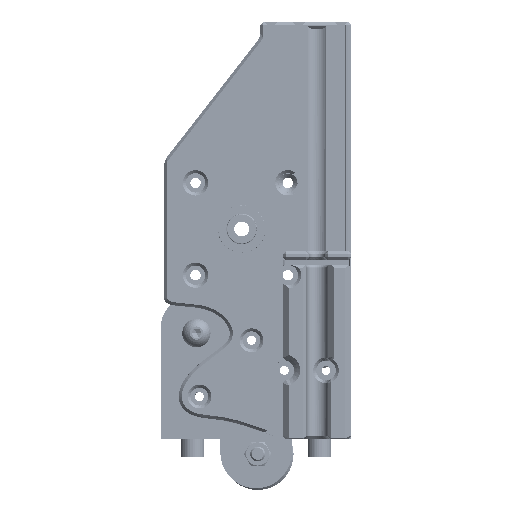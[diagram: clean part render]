
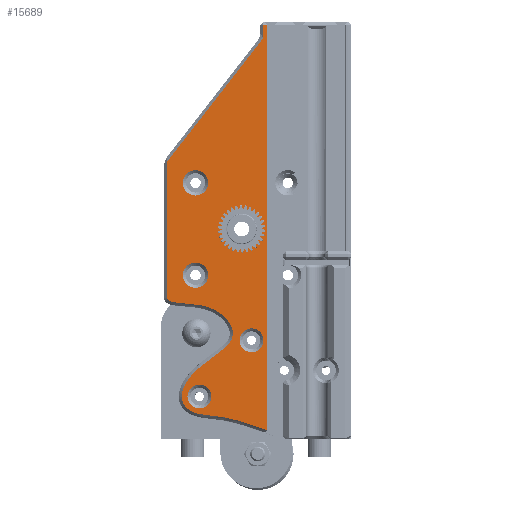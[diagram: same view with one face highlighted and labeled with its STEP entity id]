
A CAD part, top view. The second image highlights one B-rep face of the part: STEP entity #15689.
In plain terms, the highlighted planar face has unit normal (0, 0, 1).
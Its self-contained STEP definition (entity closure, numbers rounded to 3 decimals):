
#299=B_SPLINE_CURVE_WITH_KNOTS('',3,(#28086,#28087,#28088,#28089,#28090,
#28091,#28092,#28093,#28094,#28095,#28096,#28097,#28098,#28099,#28100,#28101,
#28102,#28103,#28104,#28105,#28106,#28107,#28108,#28109,#28110,#28111,#28112,
#28113,#28114,#28115,#28116,#28117,#28118,#28119,#28120,#28121,#28122,#28123,
#28124,#28125,#28126,#28127,#28128,#28129,#28130,#28131,#28132,#28133,#28134,
#28135,#28136,#28137,#28138,#28139),.UNSPECIFIED.,.F.,.F.,(4,1,1,1,1,1,
1,1,1,1,1,1,1,1,1,1,1,1,2,1,1,1,1,1,1,1,1,1,1,1,1,1,1,1,1,1,1,1,1,1,1,1,
1,1,2,2,2,4),(0.189,0.258,0.283,0.332,
0.356,0.38,0.478,0.502,
0.527,0.576,0.673,0.713,
0.771,0.795,0.844,0.868,
0.911,0.96,0.966,1.104,1.172,
1.241,1.379,1.516,1.608,1.7,
1.791,1.883,1.929,1.952,1.975,
2.067,2.112,2.181,2.25,2.342,
2.388,2.433,2.525,2.571,2.617,
2.686,2.892,3.03,3.167,3.236,
3.297,3.347),.UNSPECIFIED.);
#938=FACE_BOUND('',#3038,.T.);
#939=FACE_BOUND('',#3039,.T.);
#940=FACE_BOUND('',#3040,.T.);
#941=FACE_BOUND('',#3041,.T.);
#942=FACE_BOUND('',#3042,.T.);
#1147=PLANE('',#17166);
#2035=FACE_OUTER_BOUND('',#3037,.T.);
#3037=EDGE_LOOP('',(#12333,#12334,#12335,#12336,#12337,#12338));
#3038=EDGE_LOOP('',(#12339));
#3039=EDGE_LOOP('',(#12340));
#3040=EDGE_LOOP('',(#12341));
#3041=EDGE_LOOP('',(#12342));
#3042=EDGE_LOOP('',(#12343));
#4010=LINE('',#28145,#5041);
#4070=LINE('',#28333,#5101);
#4071=LINE('',#28335,#5102);
#4072=LINE('',#28337,#5103);
#4073=LINE('',#28338,#5104);
#5041=VECTOR('',#20096,10.);
#5101=VECTOR('',#20232,10.);
#5102=VECTOR('',#20233,10.);
#5103=VECTOR('',#20234,10.);
#5104=VECTOR('',#20235,10.);
#6031=CIRCLE('',#17163,4.);
#6034=CIRCLE('',#17167,4.);
#6035=CIRCLE('',#17168,4.25);
#6036=CIRCLE('',#17169,2.75);
#6037=CIRCLE('',#17170,4.25);
#7166=VERTEX_POINT('',#27999);
#7170=VERTEX_POINT('',#28081);
#7172=VERTEX_POINT('',#28143);
#7239=VERTEX_POINT('',#28324);
#7242=VERTEX_POINT('',#28332);
#7243=VERTEX_POINT('',#28334);
#7244=VERTEX_POINT('',#28336);
#7245=VERTEX_POINT('',#28339);
#7246=VERTEX_POINT('',#28341);
#7247=VERTEX_POINT('',#28343);
#7248=VERTEX_POINT('',#28345);
#9005=EDGE_CURVE('',#7170,#7166,#299,.T.);
#9008=EDGE_CURVE('',#7170,#7172,#4010,.T.);
#9089=EDGE_CURVE('',#7239,#7239,#6031,.T.);
#9093=EDGE_CURVE('',#7242,#7172,#4070,.T.);
#9094=EDGE_CURVE('',#7243,#7242,#4071,.T.);
#9095=EDGE_CURVE('',#7244,#7243,#4072,.T.);
#9096=EDGE_CURVE('',#7166,#7244,#4073,.T.);
#9097=EDGE_CURVE('',#7245,#7245,#6034,.T.);
#9098=EDGE_CURVE('',#7246,#7246,#6035,.T.);
#9099=EDGE_CURVE('',#7247,#7247,#6036,.T.);
#9100=EDGE_CURVE('',#7248,#7248,#6037,.T.);
#12333=ORIENTED_EDGE('',*,*,#9005,.F.);
#12334=ORIENTED_EDGE('',*,*,#9008,.T.);
#12335=ORIENTED_EDGE('',*,*,#9093,.F.);
#12336=ORIENTED_EDGE('',*,*,#9094,.F.);
#12337=ORIENTED_EDGE('',*,*,#9095,.F.);
#12338=ORIENTED_EDGE('',*,*,#9096,.F.);
#12339=ORIENTED_EDGE('',*,*,#9097,.F.);
#12340=ORIENTED_EDGE('',*,*,#9098,.F.);
#12341=ORIENTED_EDGE('',*,*,#9099,.T.);
#12342=ORIENTED_EDGE('',*,*,#9100,.F.);
#12343=ORIENTED_EDGE('',*,*,#9089,.F.);
#15689=ADVANCED_FACE('',(#2035,#938,#939,#940,#941,#942),#1147,.F.);
#17163=AXIS2_PLACEMENT_3D('',#28325,#20223,#20224);
#17166=AXIS2_PLACEMENT_3D('',#28331,#20230,#20231);
#17167=AXIS2_PLACEMENT_3D('',#28340,#20236,#20237);
#17168=AXIS2_PLACEMENT_3D('',#28342,#20238,#20239);
#17169=AXIS2_PLACEMENT_3D('',#28344,#20240,#20241);
#17170=AXIS2_PLACEMENT_3D('',#28346,#20242,#20243);
#20096=DIRECTION('',(0.,1.,0.));
#20223=DIRECTION('center_axis',(0.,0.,1.));
#20224=DIRECTION('ref_axis',(-1.,0.,0.));
#20230=DIRECTION('center_axis',(0.,0.,-1.));
#20231=DIRECTION('ref_axis',(1.,0.,0.));
#20232=DIRECTION('',(1.,0.,0.));
#20233=DIRECTION('',(0.,1.,0.));
#20234=DIRECTION('',(0.614,0.789,0.));
#20235=DIRECTION('',(0.,1.,0.));
#20236=DIRECTION('center_axis',(0.,0.,1.));
#20237=DIRECTION('ref_axis',(-1.,0.,0.));
#20238=DIRECTION('center_axis',(0.,0.,1.));
#20239=DIRECTION('ref_axis',(-1.,0.,0.));
#20240=DIRECTION('center_axis',(0.,0.,-1.));
#20241=DIRECTION('ref_axis',(1.,0.,0.));
#20242=DIRECTION('center_axis',(0.,0.,1.));
#20243=DIRECTION('ref_axis',(-1.,0.,0.));
#27999=CARTESIAN_POINT('',(-29.8,31.993,16.));
#28081=CARTESIAN_POINT('',(3.535,-12.5,16.));
#28086=CARTESIAN_POINT('Ctrl Pts',(3.535,-12.5,16.));
#28087=CARTESIAN_POINT('Ctrl Pts',(2.483,-12.11,16.));
#28088=CARTESIAN_POINT('Ctrl Pts',(0.952,-11.55,
16.));
#28089=CARTESIAN_POINT('Ctrl Pts',(-1.461,-10.708,
16.));
#28090=CARTESIAN_POINT('Ctrl Pts',(-3.129,-10.153,
16.));
#28091=CARTESIAN_POINT('Ctrl Pts',(-4.77,-9.646,
16.));
#28092=CARTESIAN_POINT('Ctrl Pts',(-7.119,-8.965,
16.));
#28093=CARTESIAN_POINT('Ctrl Pts',(-9.261,-8.463,
16.));
#28094=CARTESIAN_POINT('Ctrl Pts',(-11.389,-8.125,
16.));
#28095=CARTESIAN_POINT('Ctrl Pts',(-12.743,-7.947,
16.));
#28096=CARTESIAN_POINT('Ctrl Pts',(-14.956,-7.731,
16.));
#28097=CARTESIAN_POINT('Ctrl Pts',(-17.076,-7.534,
16.));
#28098=CARTESIAN_POINT('Ctrl Pts',(-19.195,-7.124,
16.));
#28099=CARTESIAN_POINT('Ctrl Pts',(-20.498,-6.738,
16.));
#28100=CARTESIAN_POINT('Ctrl Pts',(-21.79,-6.171,16.));
#28101=CARTESIAN_POINT('Ctrl Pts',(-22.658,-5.64,
16.));
#28102=CARTESIAN_POINT('Ctrl Pts',(-23.519,-4.887,
16.));
#28103=CARTESIAN_POINT('Ctrl Pts',(-24.234,-3.989,
16.));
#28104=CARTESIAN_POINT('Ctrl Pts',(-24.608,-3.125,
16.));
#28105=CARTESIAN_POINT('Ctrl Pts',(-24.744,-2.603,
16.));
#28106=CARTESIAN_POINT('Ctrl Pts',(-25.081,-1.23,16.));
#28107=CARTESIAN_POINT('Ctrl Pts',(-24.783,0.951,
16.));
#28108=CARTESIAN_POINT('Ctrl Pts',(-23.41,3.626,16.));
#28109=CARTESIAN_POINT('Ctrl Pts',(-21.57,6.135,16.));
#28110=CARTESIAN_POINT('Ctrl Pts',(-18.705,8.879,16.));
#28111=CARTESIAN_POINT('Ctrl Pts',(-15.359,11.405,16.));
#28112=CARTESIAN_POINT('Ctrl Pts',(-12.63,13.372,16.));
#28113=CARTESIAN_POINT('Ctrl Pts',(-10.613,14.936,16.));
#28114=CARTESIAN_POINT('Ctrl Pts',(-8.993,16.514,16.));
#28115=CARTESIAN_POINT('Ctrl Pts',(-8.124,17.932,16.));
#28116=CARTESIAN_POINT('Ctrl Pts',(-7.838,19.021,16.));
#28117=CARTESIAN_POINT('Ctrl Pts',(-7.773,19.652,16.));
#28118=CARTESIAN_POINT('Ctrl Pts',(-7.771,20.617,16.));
#28119=CARTESIAN_POINT('Ctrl Pts',(-8.023,21.672,16.));
#28120=CARTESIAN_POINT('Ctrl Pts',(-8.561,22.894,16.));
#28121=CARTESIAN_POINT('Ctrl Pts',(-9.226,23.981,16.));
#28122=CARTESIAN_POINT('Ctrl Pts',(-10.28,25.258,16.));
#28123=CARTESIAN_POINT('Ctrl Pts',(-11.573,26.418,16.));
#28124=CARTESIAN_POINT('Ctrl Pts',(-13.019,27.374,16.));
#28125=CARTESIAN_POINT('Ctrl Pts',(-14.656,28.245,16.));
#28126=CARTESIAN_POINT('Ctrl Pts',(-16.29,28.848,16.));
#28127=CARTESIAN_POINT('Ctrl Pts',(-17.899,29.272,16.));
#28128=CARTESIAN_POINT('Ctrl Pts',(-19.253,29.548,16.));
#28129=CARTESIAN_POINT('Ctrl Pts',(-21.881,29.933,16.));
#28130=CARTESIAN_POINT('Ctrl Pts',(-25.044,30.086,16.));
#28131=CARTESIAN_POINT('Ctrl Pts',(-27.919,30.378,16.));
#28132=CARTESIAN_POINT('Ctrl Pts',(-28.946,30.733,16.));
#28133=CARTESIAN_POINT('Ctrl Pts',(-29.415,31.042,16.));
#28134=CARTESIAN_POINT('Ctrl Pts',(-29.528,31.148,16.));
#28135=CARTESIAN_POINT('Ctrl Pts',(-29.679,31.367,16.));
#28136=CARTESIAN_POINT('Ctrl Pts',(-29.728,31.477,16.));
#28137=CARTESIAN_POINT('Ctrl Pts',(-29.788,31.737,16.));
#28138=CARTESIAN_POINT('Ctrl Pts',(-29.8,31.857,16.));
#28139=CARTESIAN_POINT('Ctrl Pts',(-29.8,31.993,16.));
#28143=CARTESIAN_POINT('',(3.535,123.5,16.));
#28145=CARTESIAN_POINT('',(3.535,90.369,16.));
#28324=CARTESIAN_POINT('',(-15.,-1.25,16.));
#28325=CARTESIAN_POINT('Origin',(-19.,-1.25,16.));
#28331=CARTESIAN_POINT('Origin',(9.,124.5,16.));
#28332=CARTESIAN_POINT('',(2.5,123.5,16.));
#28333=CARTESIAN_POINT('',(20.5,123.5,16.));
#28334=CARTESIAN_POINT('',(2.5,119.157,16.));
#28335=CARTESIAN_POINT('',(2.5,124.5,16.));
#28336=CARTESIAN_POINT('',(-29.8,77.657,16.));
#28337=CARTESIAN_POINT('',(-3.159,111.885,16.));
#28338=CARTESIAN_POINT('',(-29.8,101.25,16.));
#28339=CARTESIAN_POINT('',(2.5,17.65,16.));
#28340=CARTESIAN_POINT('Origin',(-1.5,17.65,16.));
#28341=CARTESIAN_POINT('',(-16.05,70.5,16.));
#28342=CARTESIAN_POINT('Origin',(-20.3,70.5,16.));
#28343=CARTESIAN_POINT('',(-7.55,55.,16.));
#28344=CARTESIAN_POINT('Origin',(-4.8,55.,16.));
#28345=CARTESIAN_POINT('',(-16.05,39.5,16.));
#28346=CARTESIAN_POINT('Origin',(-20.3,39.5,16.));
